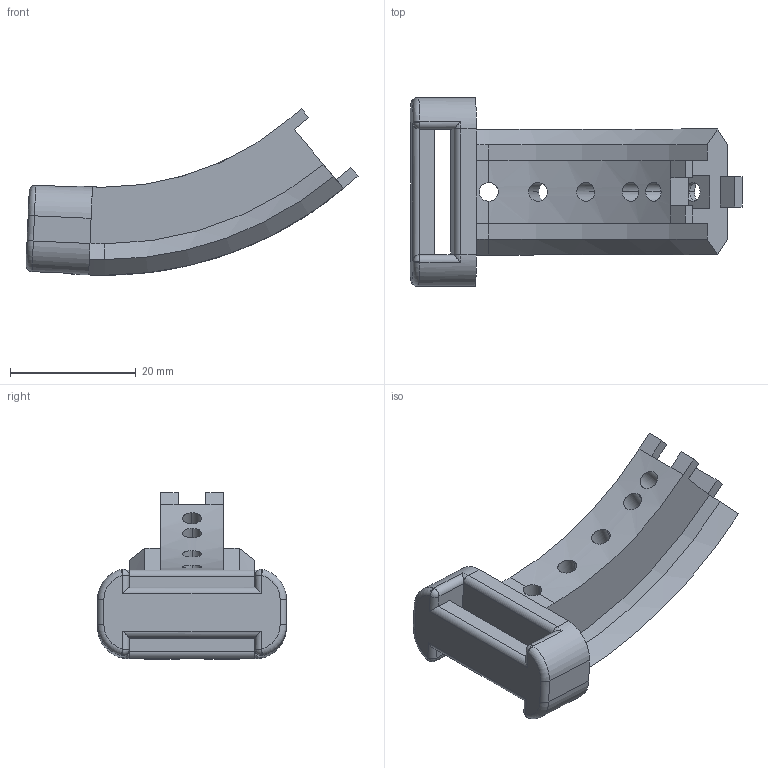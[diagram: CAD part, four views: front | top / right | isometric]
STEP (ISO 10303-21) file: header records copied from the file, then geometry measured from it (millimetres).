
FILE_DESCRIPTION (( 'STEP AP214' ), '1' );
FILE_NAME ('賑遠R45譫芛.', '2024-10-13T07:22:18', ( '' ), ( '' ), 'SwSTEP 2.0', 'SolidWorks 2024', '' );
FILE_SCHEMA (( 'AUTOMOTIVE_DESIGN' ));
Length unit declared in the file: millimetre
Products named in the file (1): 滑环R45母头
Bounding box: 52.74 x 30 x 26.46 mm (x, y, z)
Volume: 8624.8 mm3; surface area: 5266.4 mm2
Topology: 1 solids, 1 shells, 128 faces, 340 edges, 210 vertices
Faces by surface type: plane 63, cylinder 43, sphere 8, torus 8, cone 6
Entity records: 4263 total; most frequent: CARTESIAN_POINT 1089, ORIENTED_EDGE 672, DIRECTION 644, EDGE_CURVE 336, AXIS2_PLACEMENT_3D 219, VERTEX_POINT 210, VECTOR 206, LINE 206
